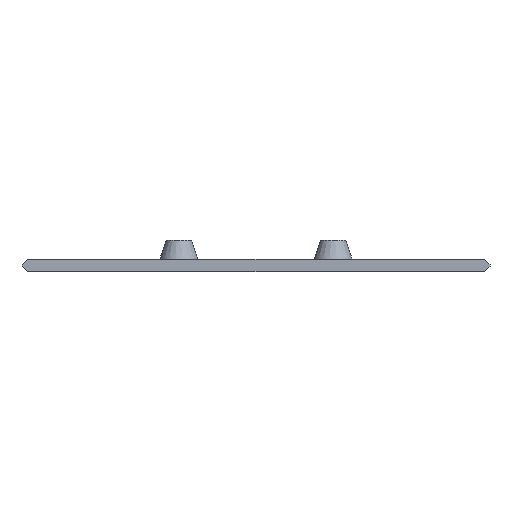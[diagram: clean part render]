
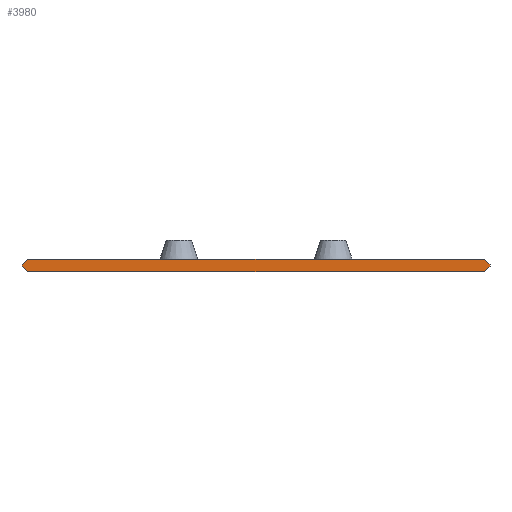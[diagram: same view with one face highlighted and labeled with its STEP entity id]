
A CAD part, front view. The second image highlights one B-rep face of the part: STEP entity #3980.
In plain terms, the highlighted planar face has unit normal (0, -1, 0).
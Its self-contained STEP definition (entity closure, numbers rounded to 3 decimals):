
#308=FACE_OUTER_BOUND('',#537,.T.);
#537=EDGE_LOOP('',(#3371,#3372,#3373,#3374,#3375,#3376,#3377,#3378));
#1094=LINE('',#6181,#1608);
#1097=LINE('',#6186,#1611);
#1099=LINE('',#6190,#1613);
#1101=LINE('',#6194,#1615);
#1102=LINE('',#6213,#1616);
#1103=LINE('',#6215,#1617);
#1104=LINE('',#6217,#1618);
#1105=LINE('',#6218,#1619);
#1608=VECTOR('',#5052,10.);
#1611=VECTOR('',#5057,10.);
#1613=VECTOR('',#5061,10.);
#1615=VECTOR('',#5065,10.);
#1616=VECTOR('',#5084,10.);
#1617=VECTOR('',#5085,10.);
#1618=VECTOR('',#5086,10.);
#1619=VECTOR('',#5087,10.);
#1963=VERTEX_POINT('',#6178);
#1964=VERTEX_POINT('',#6180);
#1965=VERTEX_POINT('',#6184);
#1966=VERTEX_POINT('',#6188);
#1967=VERTEX_POINT('',#6192);
#1976=VERTEX_POINT('',#6212);
#1977=VERTEX_POINT('',#6214);
#1978=VERTEX_POINT('',#6216);
#2486=EDGE_CURVE('',#1963,#1964,#1094,.T.);
#2489=EDGE_CURVE('',#1965,#1963,#1097,.T.);
#2491=EDGE_CURVE('',#1966,#1965,#1099,.T.);
#2493=EDGE_CURVE('',#1967,#1966,#1101,.T.);
#2502=EDGE_CURVE('',#1976,#1967,#1102,.T.);
#2503=EDGE_CURVE('',#1977,#1976,#1103,.T.);
#2504=EDGE_CURVE('',#1978,#1977,#1104,.T.);
#2505=EDGE_CURVE('',#1964,#1978,#1105,.T.);
#3371=ORIENTED_EDGE('',*,*,#2493,.F.);
#3372=ORIENTED_EDGE('',*,*,#2502,.F.);
#3373=ORIENTED_EDGE('',*,*,#2503,.F.);
#3374=ORIENTED_EDGE('',*,*,#2504,.F.);
#3375=ORIENTED_EDGE('',*,*,#2505,.F.);
#3376=ORIENTED_EDGE('',*,*,#2486,.F.);
#3377=ORIENTED_EDGE('',*,*,#2489,.F.);
#3378=ORIENTED_EDGE('',*,*,#2491,.F.);
#3804=PLANE('',#4194);
#3980=ADVANCED_FACE('',(#308),#3804,.F.);
#4194=AXIS2_PLACEMENT_3D('',#6211,#5082,#5083);
#5052=DIRECTION('',(-0.707,0.,-0.707));
#5057=DIRECTION('',(0.,0.,-1.));
#5061=DIRECTION('',(0.707,0.,-0.707));
#5065=DIRECTION('',(1.,0.,0.));
#5082=DIRECTION('center_axis',(0.,1.,0.));
#5083=DIRECTION('ref_axis',(0.,0.,1.));
#5084=DIRECTION('',(0.707,0.,0.707));
#5085=DIRECTION('',(0.,0.,1.));
#5086=DIRECTION('',(-0.707,0.,0.707));
#5087=DIRECTION('',(-1.,0.,0.));
#6178=CARTESIAN_POINT('',(74.3,0.,-0.2));
#6180=CARTESIAN_POINT('',(72.5,0.,-2.));
#6181=CARTESIAN_POINT('',(55.775,0.,-18.725));
#6184=CARTESIAN_POINT('',(74.3,0.,0.2));
#6186=CARTESIAN_POINT('',(74.3,0.,0.1));
#6188=CARTESIAN_POINT('',(72.5,0.,2.));
#6190=CARTESIAN_POINT('',(54.875,0.,19.625));
#6192=CARTESIAN_POINT('',(-72.5,0.,2.));
#6194=CARTESIAN_POINT('',(-36.25,0.,2.));
#6211=CARTESIAN_POINT('Origin',(0.,0.,0.));
#6212=CARTESIAN_POINT('',(-74.3,0.,0.2));
#6213=CARTESIAN_POINT('',(-55.775,0.,18.725));
#6214=CARTESIAN_POINT('',(-74.3,0.,-0.2));
#6215=CARTESIAN_POINT('',(-74.3,0.,-0.1));
#6216=CARTESIAN_POINT('',(-72.5,0.,-2.));
#6217=CARTESIAN_POINT('',(-54.875,0.,-19.625));
#6218=CARTESIAN_POINT('',(36.25,0.,-2.));
